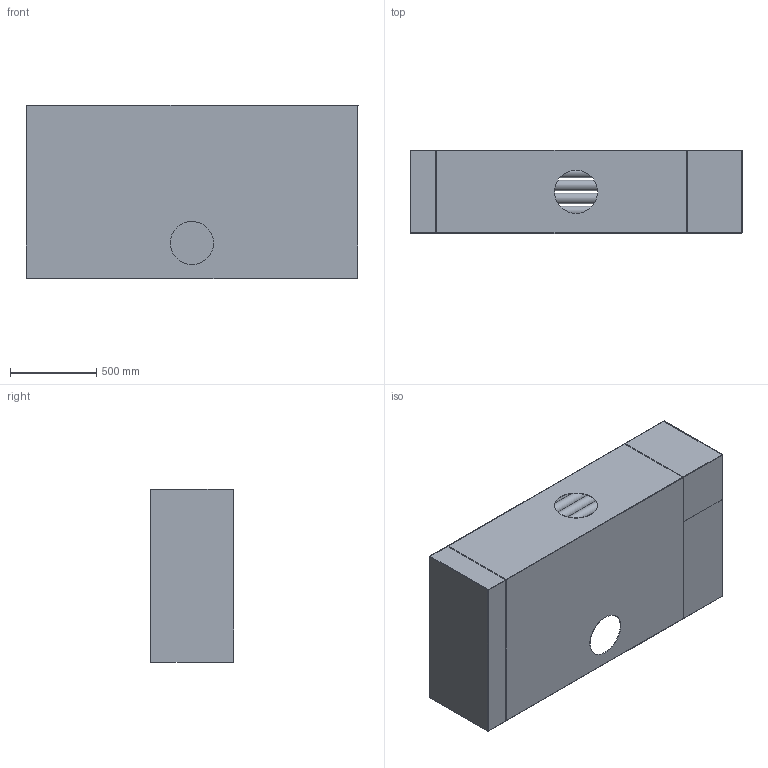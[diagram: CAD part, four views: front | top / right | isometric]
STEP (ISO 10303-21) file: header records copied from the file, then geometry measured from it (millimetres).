
FILE_DESCRIPTION(('FreeCAD Model'),'2;1');
FILE_NAME('Open CASCADE Shape Model','2021-06-07T12:21:40',('Author'),( ''),'Open CASCADE STEP processor 7.4','FreeCAD','Unknown');
FILE_SCHEMA(('AUTOMOTIVE_DESIGN { 1 0 10303 214 1 1 1 1 }'));
Length unit declared in the file: millimetre
Products named in the file (12): intercambiador_v4; Fusion001001; Fusion001002; lateral_izq002; Tapa; lateral_izq; cabezal_front; Lateral_der; cabezal_trasero; Placa_separadora001; Banco_tubos; Ca隳
Assembly tree (58 placements, depth 3):
  intercambiador_v4
    Fusion001001
    Fusion001002
    lateral_izq002
    Tapa
    lateral_izq
    cabezal_front
    Lateral_der
    cabezal_trasero
    Placa_separadora001
    Banco_tubos
      Ca隳  x48
Bounding box: 1926.66 x 483.42 x 1006 mm (x, y, z)
Volume: 51904458.1 mm3; surface area: 42025124.5 mm2
Topology: 57 solids, 57 shells, 350 faces, 714 edges, 478 vertices
Faces by surface type: cylinder 196, plane 134, extrusion 10, bspline 10
Full cylindrical faces by diameter (mm): 56.3 x48, 60.3 x144, 250 x4
Entity records: 14704 total; most frequent: CARTESIAN_POINT 5161, DIRECTION 1728, ORIENTED_EDGE 864, PCURVE 864, DEFINITIONAL_REPRESENTATION 864, VECTOR 830, LINE 820, EDGE_CURVE 432
